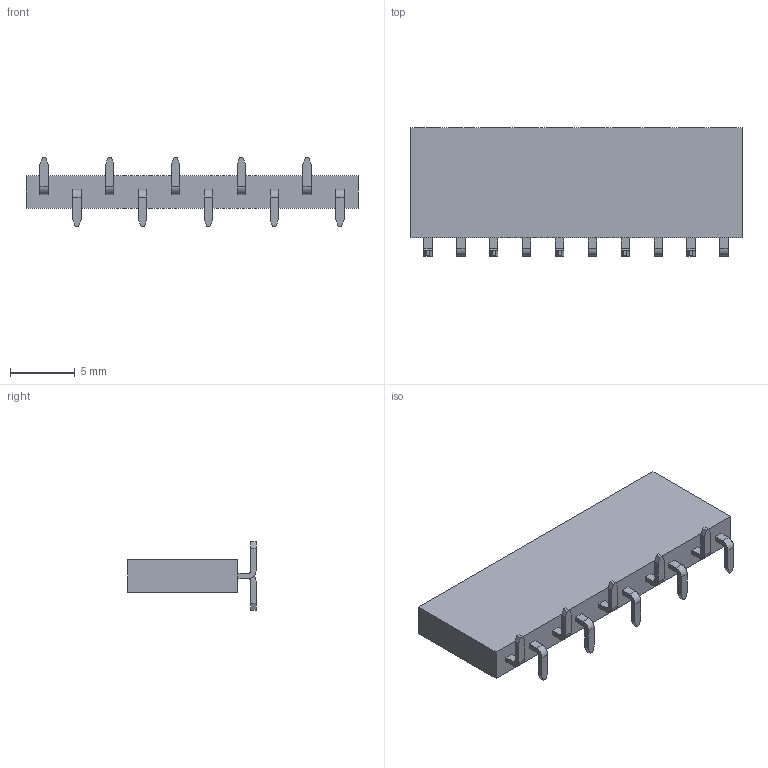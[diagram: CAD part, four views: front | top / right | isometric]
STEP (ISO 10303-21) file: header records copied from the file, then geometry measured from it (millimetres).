
FILE_DESCRIPTION( ('This file contains a STEP AP42 implementation' ,'as created by ZW3D STEP Interface translator.') ,'2;1' );
FILE_NAME( '2185-1XXMXXCYNX1.stp' ,'23 5 4. 81916', (''), ('ZWCAD Software Co.'), 'Version 1.0', 'ZW3D to STEP translator', '' );
FILE_SCHEMA(('AUTOMOTIVE_DESIGN { 1 0 10303 214 1 1 1 1 }'));
Length unit declared in the file: millimetre
Products named in the file (2): 0; 2185-120MXXCYNX1
Bounding box: 25.65 x 9.9 x 5.3 mm (x, y, z)
Volume: 484.5 mm3; surface area: 1396.9 mm2
Topology: 1 solids, 1 shells, 736 faces, 2156 edges, 1412 vertices
Faces by surface type: plane 626, cylinder 70, bspline 40
Entity records: 32134 total; most frequent: CARTESIAN_POINT 15695, ORIENTED_EDGE 4312, EDGE_CURVE 2156, B_SPLINE_CURVE_WITH_KNOTS 1914, DIRECTION 1636, VERTEX_POINT 1412, EDGE_LOOP 806, FACE_OUTER_BOUND 736
